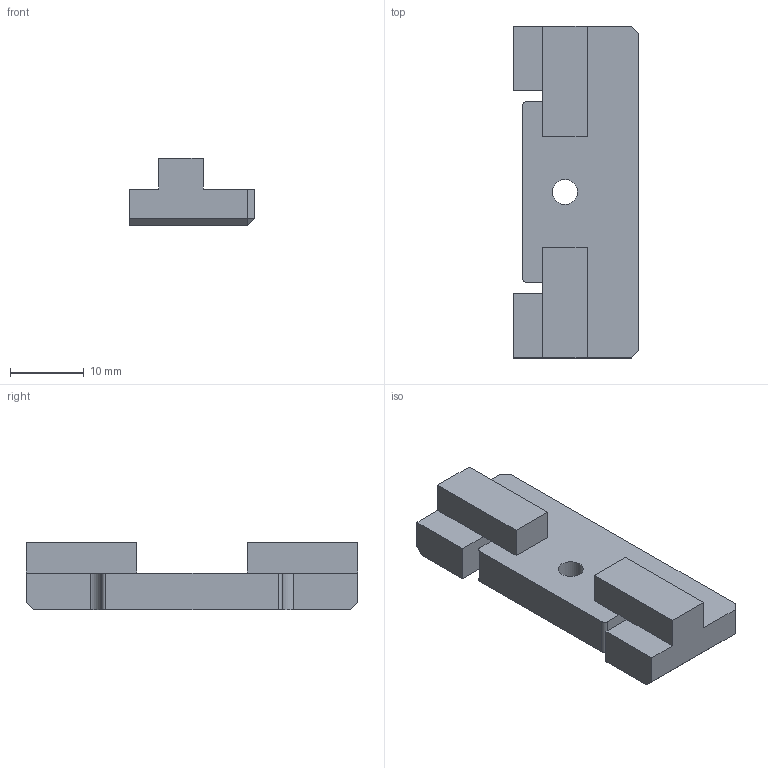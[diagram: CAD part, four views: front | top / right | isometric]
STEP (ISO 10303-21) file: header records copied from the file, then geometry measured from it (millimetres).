
FILE_DESCRIPTION(('FreeCAD Model'),'2;1');
FILE_NAME('Open CASCADE Shape Model','2025-06-05T22:40:30',('FreeCAD'),( 'FreeCAD'),'Open CASCADE STEP processor 7.7','FreeCAD','Unknown');
FILE_SCHEMA(('AUTOMOTIVE_DESIGN { 1 0 10303 214 1 1 1 1 }'));
Length unit declared in the file: millimetre
Products named in the file (1): Open CASCADE STEP translator 7.7 26
Bounding box: 17 x 45 x 9.2 mm (x, y, z)
Volume: 4141.1 mm3; surface area: 2619 mm2
Topology: 1 solids, 1 shells, 57 faces, 150 edges, 95 vertices
Faces by surface type: plane 49, cylinder 8
Full cylindrical faces by diameter (mm): 3.4 x1, 5.5 x1
Entity records: 1740 total; most frequent: CARTESIAN_POINT 304, ORIENTED_EDGE 300, DIRECTION 288, EDGE_CURVE 150, LINE 126, VECTOR 126, VERTEX_POINT 95, AXIS2_PLACEMENT_3D 81
